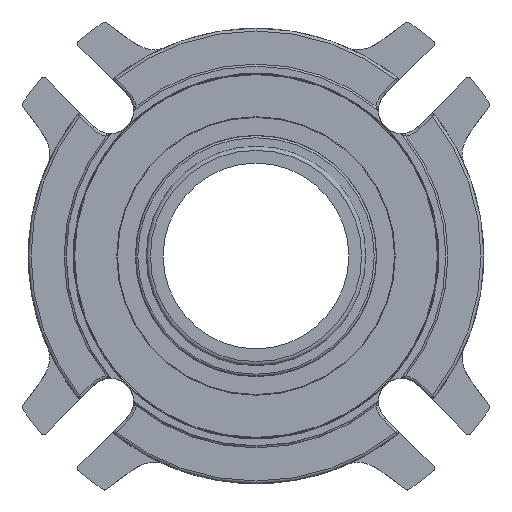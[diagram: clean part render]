
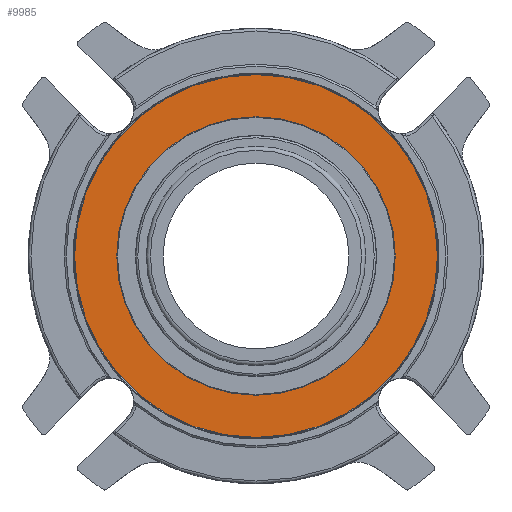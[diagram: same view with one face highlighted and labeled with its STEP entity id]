
A CAD part, front view. The second image highlights one B-rep face of the part: STEP entity #9985.
In plain terms, the highlighted planar face has unit normal (0, -1, 0).
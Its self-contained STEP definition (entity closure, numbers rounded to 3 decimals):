
#1430=PLANE('',#11244);
#4527=ORIENTED_EDGE('',*,*,#5991,.T.);
#4528=ORIENTED_EDGE('',*,*,#5990,.T.);
#5990=EDGE_CURVE('',#6916,#6916,#7587,.T.);
#5991=EDGE_CURVE('',#6917,#6917,#7588,.F.);
#6916=VERTEX_POINT('',#19428);
#6917=VERTEX_POINT('',#19431);
#7587=CIRCLE('',#11243,68.263);
#7588=CIRCLE('',#11245,52.388);
#8340=EDGE_LOOP('',(#4527));
#8341=EDGE_LOOP('',(#4528));
#9113=FACE_BOUND('',#8340,.T.);
#9114=FACE_BOUND('',#8341,.T.);
#9985=ADVANCED_FACE('',(#9113,#9114),#1430,.T.);
#11243=AXIS2_PLACEMENT_3D('',#19427,#14232,#14233);
#11244=AXIS2_PLACEMENT_3D('',#19429,#14234,#14235);
#11245=AXIS2_PLACEMENT_3D('',#19430,#14236,#14237);
#14232=DIRECTION('',(0.,-1.,0.));
#14233=DIRECTION('',(0.,0.,1.));
#14234=DIRECTION('',(0.,-1.,0.));
#14235=DIRECTION('',(0.,0.,1.));
#14236=DIRECTION('',(0.,-1.,0.));
#14237=DIRECTION('',(1.,0.,0.));
#19427=CARTESIAN_POINT('',(0.,5.156,0.));
#19428=CARTESIAN_POINT('',(0.,5.156,68.263));
#19429=CARTESIAN_POINT('',(0.,5.156,58.738));
#19430=CARTESIAN_POINT('',(0.,5.156,0.));
#19431=CARTESIAN_POINT('',(52.388,5.156,0.));
